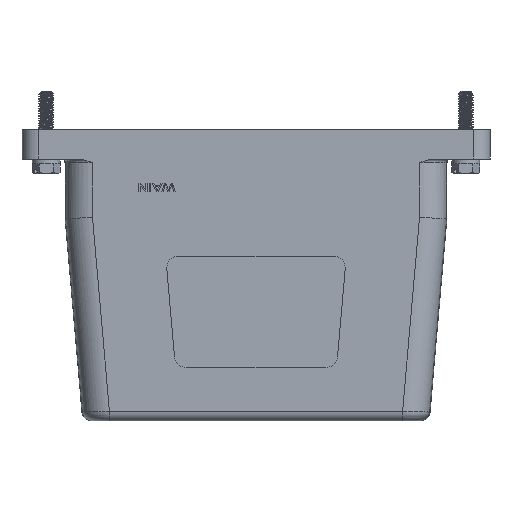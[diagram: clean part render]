
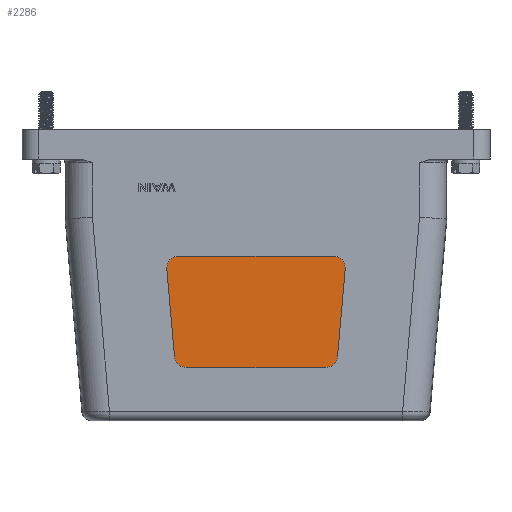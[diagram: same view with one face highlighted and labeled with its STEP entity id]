
A CAD part, front view. The second image highlights one B-rep face of the part: STEP entity #2286.
In plain terms, the highlighted planar face has unit normal (0, -1, 0).
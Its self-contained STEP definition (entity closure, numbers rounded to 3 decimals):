
#1769=FACE_OUTER_BOUND('',#4359,.T.);
#2286=ADVANCED_FACE('',(#1769),#2734,.T.);
#2734=PLANE('',#10598);
#3025=CIRCLE('',#10589,5.);
#3026=CIRCLE('',#10592,5.);
#3027=CIRCLE('',#10595,5.);
#3028=CIRCLE('',#10597,5.);
#3397=LINE('',#14695,#3859);
#3402=LINE('',#14707,#3864);
#3405=LINE('',#14715,#3867);
#3407=LINE('',#14721,#3869);
#3859=VECTOR('',#11809,1.);
#3864=VECTOR('',#11820,1.);
#3867=VECTOR('',#11829,1.);
#3869=VECTOR('',#11837,1.);
#4359=EDGE_LOOP('',(#5488,#5489,#5490,#5491,#5492,#5493,#5494,#5495));
#5488=ORIENTED_EDGE('',*,*,#8824,.F.);
#5489=ORIENTED_EDGE('',*,*,#8823,.F.);
#5490=ORIENTED_EDGE('',*,*,#8820,.F.);
#5491=ORIENTED_EDGE('',*,*,#8819,.F.);
#5492=ORIENTED_EDGE('',*,*,#8827,.F.);
#5493=ORIENTED_EDGE('',*,*,#8828,.F.);
#5494=ORIENTED_EDGE('',*,*,#8814,.F.);
#5495=ORIENTED_EDGE('',*,*,#8826,.F.);
#7839=VERTEX_POINT('',#14696);
#7840=VERTEX_POINT('',#14697);
#7841=VERTEX_POINT('',#14702);
#7842=VERTEX_POINT('',#14704);
#7843=VERTEX_POINT('',#14708);
#7844=VERTEX_POINT('',#14712);
#7845=VERTEX_POINT('',#14716);
#7846=VERTEX_POINT('',#14722);
#8814=EDGE_CURVE('',#7839,#7840,#3397,.T.);
#8819=EDGE_CURVE('',#7842,#7841,#3025,.T.);
#8820=EDGE_CURVE('',#7841,#7843,#3402,.T.);
#8823=EDGE_CURVE('',#7843,#7844,#3026,.T.);
#8824=EDGE_CURVE('',#7844,#7845,#3405,.T.);
#8826=EDGE_CURVE('',#7845,#7839,#3027,.T.);
#8827=EDGE_CURVE('',#7846,#7842,#3407,.T.);
#8828=EDGE_CURVE('',#7840,#7846,#3028,.T.);
#10589=AXIS2_PLACEMENT_3D('',#14705,#11816,#11817);
#10592=AXIS2_PLACEMENT_3D('',#14713,#11825,#11826);
#10595=AXIS2_PLACEMENT_3D('',#14719,#11833,#11834);
#10597=AXIS2_PLACEMENT_3D('',#14723,#11838,#11839);
#10598=AXIS2_PLACEMENT_3D('',#14724,#11840,#11841);
#11809=DIRECTION('',(-1.,0.,0.));
#11816=DIRECTION('',(0.,1.,0.));
#11817=DIRECTION('',(-0.996,0.,-0.087));
#11820=DIRECTION('',(1.,0.,0.));
#11825=DIRECTION('',(0.,1.,0.));
#11826=DIRECTION('',(0.,0.,1.));
#11829=DIRECTION('',(-0.087,0.,-0.996));
#11833=DIRECTION('',(0.,1.,0.));
#11834=DIRECTION('',(0.996,0.,-0.087));
#11837=DIRECTION('',(-0.087,0.,0.996));
#11838=DIRECTION('',(0.,1.,0.));
#11839=DIRECTION('',(0.,0.,-1.));
#11840=DIRECTION('',(0.,-1.,0.));
#11841=DIRECTION('',(-1.,0.,0.));
#14695=CARTESIAN_POINT('',(28.644,-27.,-86.));
#14696=CARTESIAN_POINT('',(28.644,-27.,-86.));
#14697=CARTESIAN_POINT('',(-28.644,-27.,-86.));
#14702=CARTESIAN_POINT('',(-31.793,-27.,-40.));
#14704=CARTESIAN_POINT('',(-36.774,-27.,-45.436));
#14705=CARTESIAN_POINT('',(-31.793,-27.,-45.));
#14707=CARTESIAN_POINT('',(-31.793,-27.,-40.));
#14708=CARTESIAN_POINT('',(31.793,-27.,-40.));
#14712=CARTESIAN_POINT('',(36.774,-27.,-45.436));
#14713=CARTESIAN_POINT('',(31.793,-27.,-45.));
#14715=CARTESIAN_POINT('',(36.774,-27.,-45.436));
#14716=CARTESIAN_POINT('',(33.625,-27.,-81.436));
#14719=CARTESIAN_POINT('',(28.644,-27.,-81.));
#14721=CARTESIAN_POINT('',(-33.625,-27.,-81.436));
#14722=CARTESIAN_POINT('',(-33.625,-27.,-81.436));
#14723=CARTESIAN_POINT('',(-28.644,-27.,-81.));
#14724=CARTESIAN_POINT('',(0.,-27.,0.));
